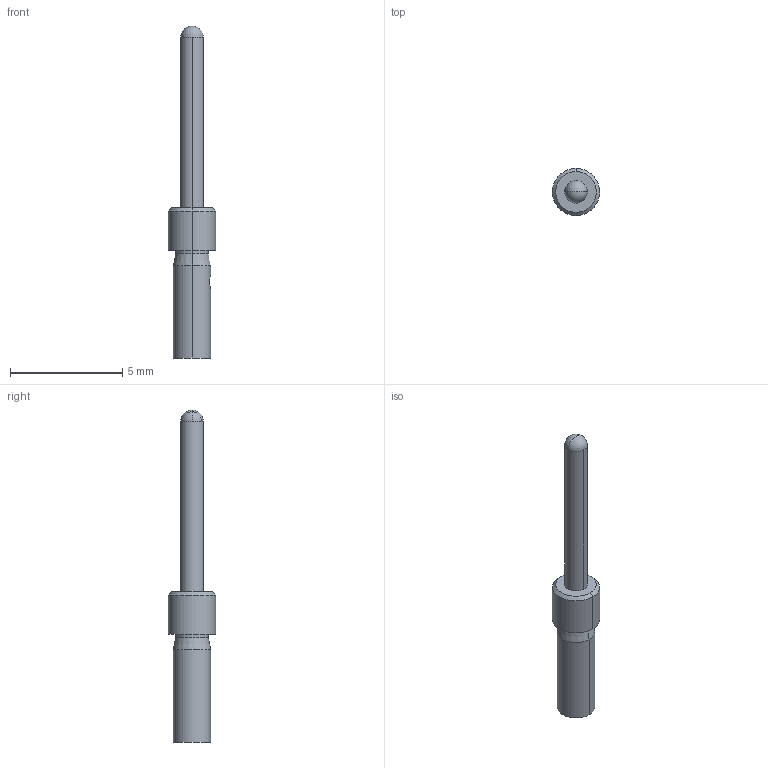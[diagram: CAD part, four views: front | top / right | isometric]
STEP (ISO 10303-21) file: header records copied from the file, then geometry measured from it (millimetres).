
FILE_DESCRIPTION(('Creo Elements/Direct Modeling STEP Export'),'2;1');
FILE_NAME('0lndqdl4dtl1dpr484','2017-11-27T10:05:46',(''),(''),'PTC Creo Elements/Direct Modeling STEP processor for AP214 (Solid Model)','PTC Creo Elements/Direct Modeling 19.0E 27-Jun-2016 (C) Parametric Technology GmbH','');
FILE_SCHEMA(('AUTOMOTIVE_DESIGN { 1 0 10303 214 1 1 1 1 }'));
Length unit declared in the file: millimetre
Products named in the file (2): CIMA_0.2
Assembly tree (1 placements, depth 2):
  CIMA_0.2
    CIMA_0.2
Bounding box: 2.11 x 2.11 x 14.8 mm (x, y, z)
Volume: 21.4 mm3; surface area: 77.3 mm2
Topology: 1 solids, 1 shells, 25 faces, 62 edges, 35 vertices
Faces by surface type: cylinder 12, cone 8, plane 3, sphere 2
Entity records: 927 total; most frequent: CARTESIAN_POINT 165, ORIENTED_EDGE 112, DIRECTION 104, EDGE_CURVE 56, AXIS2_PLACEMENT_3D 42, VERTEX_POINT 35, EDGE_LOOP 29, COLOUR_RGB 26
